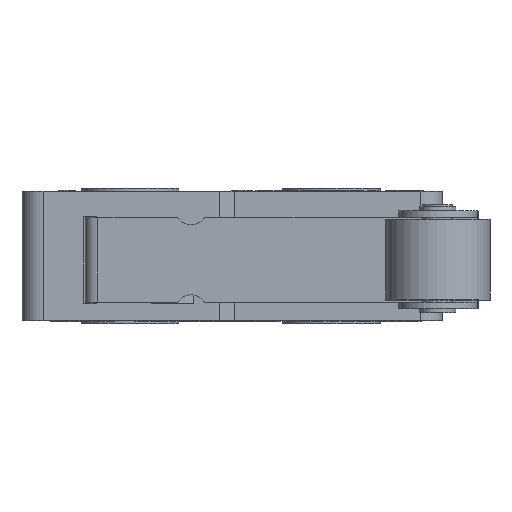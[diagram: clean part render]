
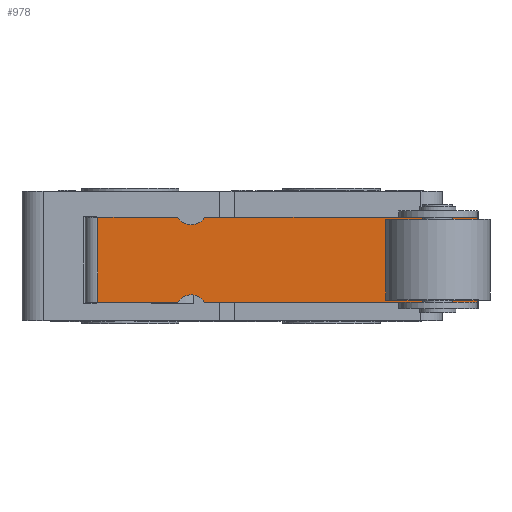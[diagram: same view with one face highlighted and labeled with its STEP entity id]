
A CAD part, top view. The second image highlights one B-rep face of the part: STEP entity #978.
In plain terms, the highlighted planar face has unit normal (-0.013, 0, 1).
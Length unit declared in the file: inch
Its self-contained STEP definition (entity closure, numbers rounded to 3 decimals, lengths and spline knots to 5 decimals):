
#160=CARTESIAN_POINT('',(0.13813,-0.20661,0.34725));
#161=VERTEX_POINT('',#160);
#170=CARTESIAN_POINT('',(0.08818,-0.20661,0.34659));
#171=VERTEX_POINT('',#170);
#172=CARTESIAN_POINT('',(0.11315,-0.22236,0.34692));
#173=DIRECTION('',(0.013,0.,-1.));
#174=DIRECTION('',(1.,0.,0.013));
#175=AXIS2_PLACEMENT_3D('',#172,#173,#174);
#176=CIRCLE('',#175,0.02953);
#177=EDGE_CURVE('',#171,#161,#176,.T.);
#204=CARTESIAN_POINT('',(0.13813,-0.04913,0.34725));
#205=VERTEX_POINT('',#204);
#221=CARTESIAN_POINT('',(0.08818,-0.04913,0.34659));
#222=VERTEX_POINT('',#221);
#229=CARTESIAN_POINT('',(0.11315,-0.03339,0.34692));
#230=DIRECTION('',(0.013,0.,-1.));
#231=DIRECTION('',(1.,0.,0.013));
#232=AXIS2_PLACEMENT_3D('',#229,#230,#231);
#233=CIRCLE('',#232,0.02953);
#234=EDGE_CURVE('',#205,#222,#233,.T.);
#245=CARTESIAN_POINT('',(-0.06006,-0.20661,0.34464));
#246=VERTEX_POINT('',#245);
#247=CARTESIAN_POINT('',(0.08818,-0.20661,0.34659));
#248=DIRECTION('',(-1.,0.,-0.013));
#249=VECTOR('',#248,0.14825);
#250=LINE('',#247,#249);
#251=EDGE_CURVE('',#171,#246,#250,.T.);
#359=CARTESIAN_POINT('',(-0.06006,-0.04913,0.34464));
#360=VERTEX_POINT('',#359);
#368=CARTESIAN_POINT('',(-0.06006,-0.04913,0.34464));
#369=DIRECTION('',(1.,0.,0.013));
#370=VECTOR('',#369,0.14825);
#371=LINE('',#368,#370);
#372=EDGE_CURVE('',#360,#222,#371,.T.);
#702=CARTESIAN_POINT('',(0.49973,-0.04913,0.35201));
#703=VERTEX_POINT('',#702);
#710=CARTESIAN_POINT('',(0.64539,-0.04913,0.35393));
#711=VERTEX_POINT('',#710);
#712=CARTESIAN_POINT('',(0.49973,-0.04913,0.35201));
#713=DIRECTION('',(1.,0.,0.013));
#714=VECTOR('',#713,0.14567);
#715=LINE('',#712,#714);
#716=EDGE_CURVE('',#703,#711,#715,.T.);
#835=CARTESIAN_POINT('',(0.64539,-0.20661,0.35393));
#836=VERTEX_POINT('',#835);
#843=CARTESIAN_POINT('',(0.49973,-0.20661,0.35201));
#844=VERTEX_POINT('',#843);
#845=CARTESIAN_POINT('',(0.64539,-0.20661,0.35393));
#846=DIRECTION('',(-1.,0.,-0.013));
#847=VECTOR('',#846,0.14567);
#848=LINE('',#845,#847);
#849=EDGE_CURVE('',#836,#844,#848,.T.);
#937=CARTESIAN_POINT('',(-0.06006,-0.20661,0.34464));
#938=DIRECTION('',(0.0,1.0,0.0));
#939=VECTOR('',#938,0.15748);
#940=LINE('',#937,#939);
#941=EDGE_CURVE('',#246,#360,#940,.T.);
#946=CARTESIAN_POINT('',(0.68066,-0.04126,0.3544));
#947=DIRECTION('',(-0.013,0.0,1.));
#948=DIRECTION('',(1.,0.0,0.013));
#949=AXIS2_PLACEMENT_3D('',#946,#947,#948);
#950=PLANE('',#949);
#951=ORIENTED_EDGE('',*,*,#177,.T.);
#952=CARTESIAN_POINT('',(0.49973,-0.20661,0.35201));
#953=DIRECTION('',(-1.,0.,-0.013));
#954=VECTOR('',#953,0.36164);
#955=LINE('',#952,#954);
#956=EDGE_CURVE('',#844,#161,#955,.T.);
#957=ORIENTED_EDGE('',*,*,#956,.F.);
#958=ORIENTED_EDGE('',*,*,#849,.F.);
#959=CARTESIAN_POINT('',(0.64539,-0.20661,0.35393));
#960=DIRECTION('',(0.0,1.0,0.0));
#961=VECTOR('',#960,0.15748);
#962=LINE('',#959,#961);
#963=EDGE_CURVE('',#836,#711,#962,.T.);
#964=ORIENTED_EDGE('',*,*,#963,.T.);
#965=ORIENTED_EDGE('',*,*,#716,.F.);
#966=CARTESIAN_POINT('',(0.13813,-0.04913,0.34725));
#967=DIRECTION('',(1.,0.,0.013));
#968=VECTOR('',#967,0.36164);
#969=LINE('',#966,#968);
#970=EDGE_CURVE('',#205,#703,#969,.T.);
#971=ORIENTED_EDGE('',*,*,#970,.F.);
#972=ORIENTED_EDGE('',*,*,#234,.T.);
#973=ORIENTED_EDGE('',*,*,#372,.F.);
#974=ORIENTED_EDGE('',*,*,#941,.F.);
#975=ORIENTED_EDGE('',*,*,#251,.F.);
#976=EDGE_LOOP('',(#951,#957,#958,#964,#965,#971,#972,#973,#974,#975));
#977=FACE_OUTER_BOUND('',#976,.T.);
#978=ADVANCED_FACE('',(#977),#950,.T.);
